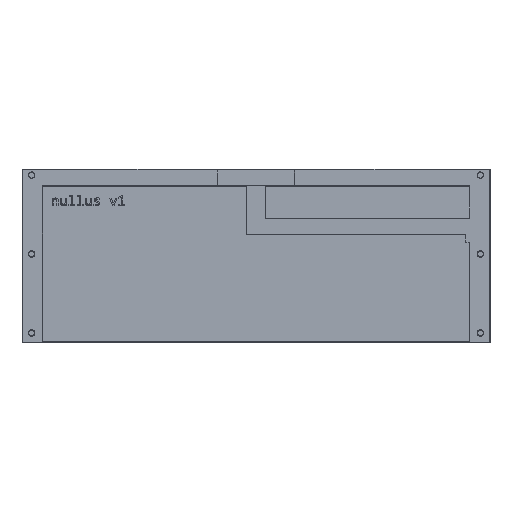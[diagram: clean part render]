
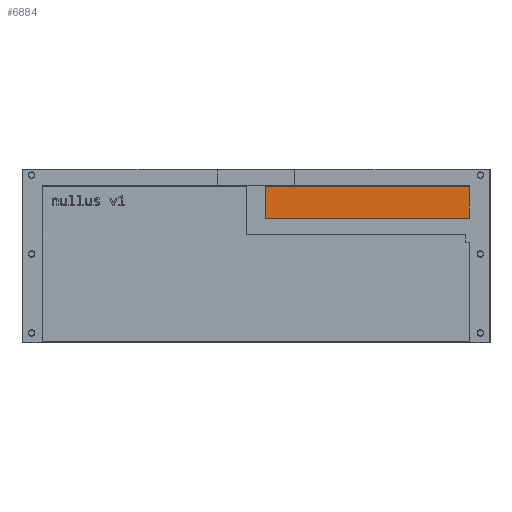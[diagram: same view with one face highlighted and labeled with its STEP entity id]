
A CAD part, top view. The second image highlights one B-rep face of the part: STEP entity #6884.
In plain terms, the highlighted planar face has unit normal (0, 0, 1).
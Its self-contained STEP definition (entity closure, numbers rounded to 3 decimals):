
#71=PLANE('',#7271);
#371=FACE_OUTER_BOUND('',#772,.T.);
#772=EDGE_LOOP('',(#4961,#4962,#4963,#4964,#4965));
#1191=LINE('',#11064,#1923);
#1196=LINE('',#11073,#1928);
#1292=LINE('',#11716,#2024);
#1293=LINE('',#11718,#2025);
#1294=LINE('',#11719,#2026);
#1923=VECTOR('',#7625,10.);
#1928=VECTOR('',#7632,10.);
#2024=VECTOR('',#7750,10.);
#2025=VECTOR('',#7751,10.);
#2026=VECTOR('',#7752,10.);
#2966=VERTEX_POINT('',#11060);
#2968=VERTEX_POINT('',#11063);
#2971=VERTEX_POINT('',#11071);
#3137=VERTEX_POINT('',#11715);
#3138=VERTEX_POINT('',#11717);
#3683=EDGE_CURVE('',#2968,#2966,#1191,.T.);
#3688=EDGE_CURVE('',#2971,#2966,#1196,.T.);
#3864=EDGE_CURVE('',#3137,#2971,#1292,.T.);
#3865=EDGE_CURVE('',#3138,#3137,#1293,.T.);
#3866=EDGE_CURVE('',#2968,#3138,#1294,.T.);
#4961=ORIENTED_EDGE('',*,*,#3864,.F.);
#4962=ORIENTED_EDGE('',*,*,#3865,.F.);
#4963=ORIENTED_EDGE('',*,*,#3866,.F.);
#4964=ORIENTED_EDGE('',*,*,#3683,.T.);
#4965=ORIENTED_EDGE('',*,*,#3688,.F.);
#6884=ADVANCED_FACE('',(#371),#71,.T.);
#7271=AXIS2_PLACEMENT_3D('',#11714,#7748,#7749);
#7625=DIRECTION('',(0.,-1.,0.));
#7632=DIRECTION('',(-1.,0.,0.));
#7748=DIRECTION('center_axis',(0.,0.,1.));
#7749=DIRECTION('ref_axis',(0.,-1.,0.));
#7750=DIRECTION('',(0.,-1.,0.));
#7751=DIRECTION('',(0.707,-0.707,0.));
#7752=DIRECTION('',(1.,0.,0.));
#11060=CARTESIAN_POINT('',(5.,27.45,-9.));
#11063=CARTESIAN_POINT('',(5.,44.038,-9.));
#11064=CARTESIAN_POINT('',(5.,28.95,-9.));
#11071=CARTESIAN_POINT('',(110.831,27.45,-9.));
#11073=CARTESIAN_POINT('',(-58.291,27.45,-9.));
#11714=CARTESIAN_POINT('Origin',(-121.581,52.788,-9.));
#11715=CARTESIAN_POINT('',(110.831,43.788,-9.));
#11716=CARTESIAN_POINT('',(110.831,28.95,-9.));
#11717=CARTESIAN_POINT('',(110.581,44.038,-9.));
#11718=CARTESIAN_POINT('',(50.478,104.141,-9.));
#11719=CARTESIAN_POINT('',(-5.25,44.038,-9.));
